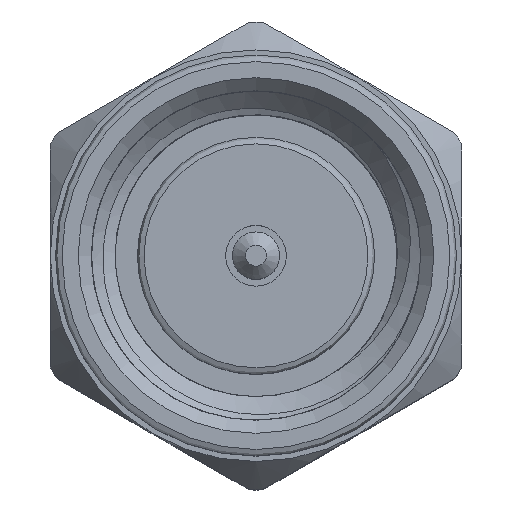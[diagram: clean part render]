
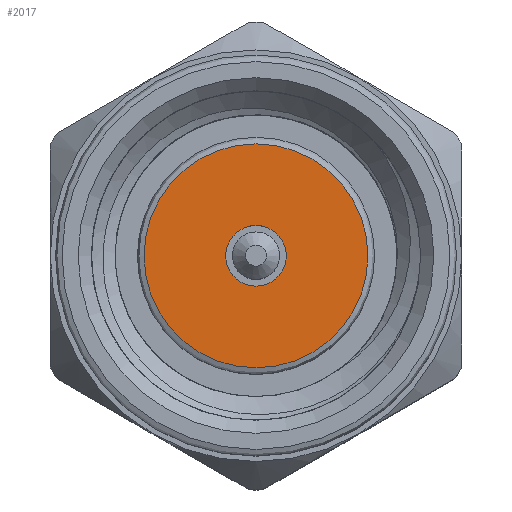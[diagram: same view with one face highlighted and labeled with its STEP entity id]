
A CAD part, top view. The second image highlights one B-rep face of the part: STEP entity #2017.
In plain terms, the highlighted face is planar.
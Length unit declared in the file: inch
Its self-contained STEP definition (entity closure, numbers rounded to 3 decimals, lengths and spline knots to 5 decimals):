
#267 = PLANE ( 'NONE',  #4381 ) ;
#388 = EDGE_CURVE ( 'NONE', #2848, #2848, #5583, .T. ) ;
#688 = DIRECTION ( 'NONE',  ( -1., 0., 0. ) ) ;
#1000 = CARTESIAN_POINT ( 'NONE',  ( -0.735, 0., 0. ) ) ;
#1035 = CARTESIAN_POINT ( 'NONE',  ( -0.735, 0., 0. ) ) ;
#1061 = DIRECTION ( 'NONE',  ( 0., 0., 1. ) ) ;
#1140 = CARTESIAN_POINT ( 'NONE',  ( -0.735, 0., 0.085 ) ) ;
#1242 = AXIS2_PLACEMENT_3D ( 'NONE', #1035, #4527, #1061 ) ;
#1668 = EDGE_LOOP ( 'NONE', ( #5209 ) ) ;
#1844 = EDGE_CURVE ( 'NONE', #4171, #4171, #5375, .T. ) ;
#1854 = DIRECTION ( 'NONE',  ( -1., 0., 0. ) ) ;
#2017 = ADVANCED_FACE ( 'NONE', ( #2521, #3320 ), #267, .T. ) ;
#2034 = EDGE_LOOP ( 'NONE', ( #3569 ) ) ;
#2465 = DIRECTION ( 'NONE',  ( 0., 0., 1. ) ) ;
#2494 = CARTESIAN_POINT ( 'NONE',  ( -0.735, 0.15225, 0. ) ) ;
#2521 = FACE_BOUND ( 'NONE', #1668, .T. ) ;
#2848 = VERTEX_POINT ( 'NONE', #1140 ) ;
#2938 = AXIS2_PLACEMENT_3D ( 'NONE', #1000, #1854, #3187 ) ;
#3187 = DIRECTION ( 'NONE',  ( 0., 0., 1. ) ) ;
#3320 = FACE_OUTER_BOUND ( 'NONE', #2034, .T. ) ;
#3569 = ORIENTED_EDGE ( 'NONE', *, *, #388, .T. ) ;
#3690 = CARTESIAN_POINT ( 'NONE',  ( -0.735, 0., 0.023 ) ) ;
#4171 = VERTEX_POINT ( 'NONE', #3690 ) ;
#4381 = AXIS2_PLACEMENT_3D ( 'NONE', #2494, #688, #2465 ) ;
#4527 = DIRECTION ( 'NONE',  ( -1., 0., 0. ) ) ;
#5209 = ORIENTED_EDGE ( 'NONE', *, *, #1844, .F. ) ;
#5375 = CIRCLE ( 'NONE', #2938, 0.023 ) ;
#5583 = CIRCLE ( 'NONE', #1242, 0.085 ) ;
